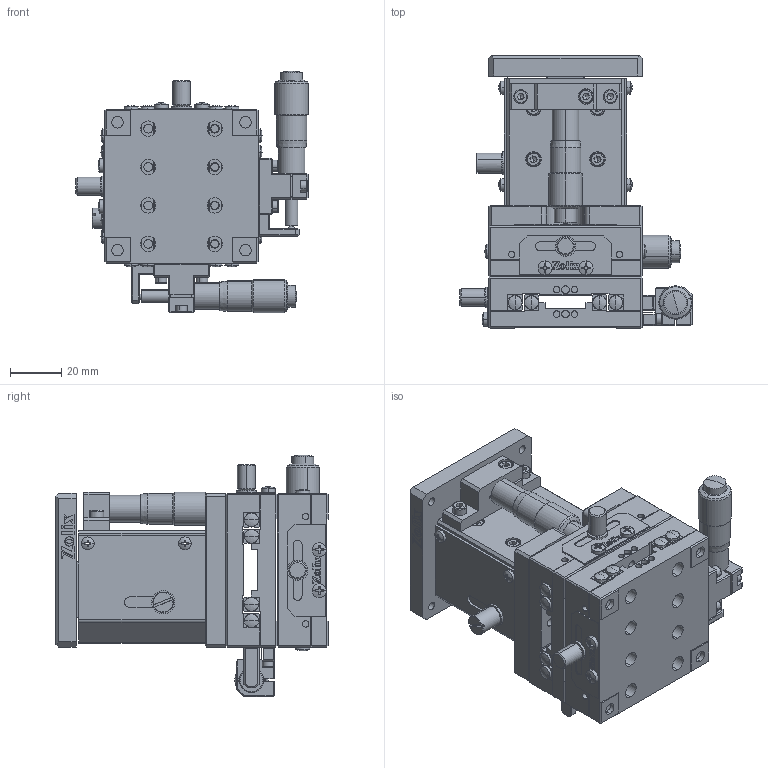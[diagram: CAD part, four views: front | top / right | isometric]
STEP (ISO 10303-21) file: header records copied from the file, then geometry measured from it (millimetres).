
FILE_DESCRIPTION (( 'STEP AP214' ), '1' );
FILE_NAME ('AAK3-60R.STEP', '2020-12-18T09:19:55', ( '' ), ( '' ), 'SwSTEP 2.0', 'SolidWorks 2017', '' );
FILE_SCHEMA (( 'AUTOMOTIVE_DESIGN' ));
Length unit declared in the file: millimetre
Products named in the file (1): AAK3-60R
Bounding box: 90.8 x 106.5 x 94.5 mm (x, y, z)
Surface area: 103735.9 mm2 (no closed solid volume)
Topology: 0 solids, 111 shells, 2142 faces, 6997 edges, 4701 vertices
Faces by surface type: plane 1312, cylinder 460, cone 200, torus 112, bspline 32, sphere 26
Entity records: 99839 total; most frequent: CARTESIAN_POINT 14979, DIRECTION 13187, ORIENTED_EDGE 11363, EDGE_CURVE 6853, VERTEX_POINT 4695, LINE 4445, VECTOR 4445, AXIS2_PLACEMENT_3D 4371
